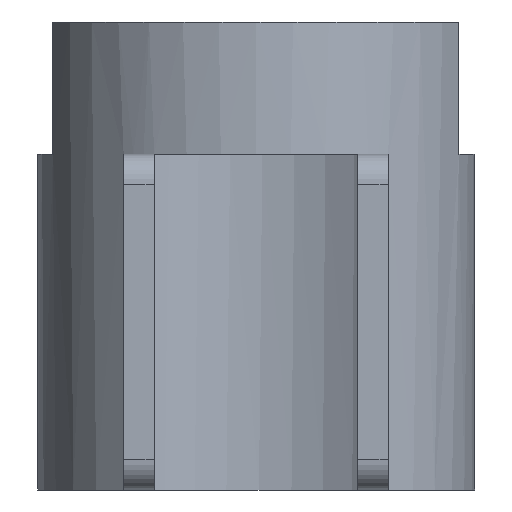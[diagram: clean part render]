
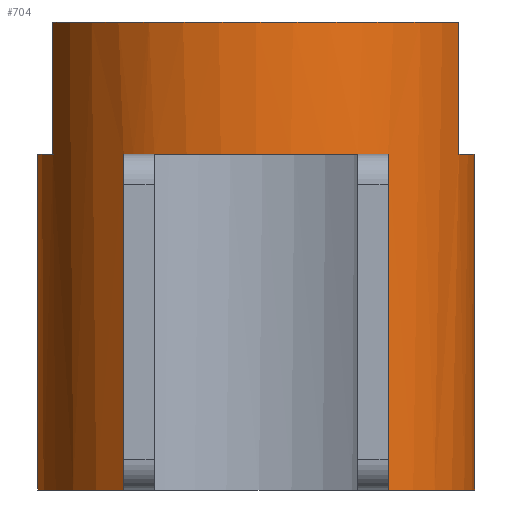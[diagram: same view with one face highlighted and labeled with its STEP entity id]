
A CAD part, front view. The second image highlights one B-rep face of the part: STEP entity #704.
In plain terms, the highlighted cylindrical face has radius 21.5 mm (diameter 43 mm), a full revolution.
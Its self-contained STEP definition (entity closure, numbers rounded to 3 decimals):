
#23=CYLINDRICAL_SURFACE('',#763,21.5);
#40=FACE_OUTER_BOUND('',#76,.T.);
#76=EDGE_LOOP('',(#481,#482,#483,#484,#485,#486,#487,#488,#489,#490,#491,
#492,#493,#494));
#125=LINE('',#1080,#193);
#126=LINE('',#1083,#194);
#127=LINE('',#1085,#195);
#128=LINE('',#1088,#196);
#129=LINE('',#1091,#197);
#193=VECTOR('',#858,10.);
#194=VECTOR('',#861,10.);
#195=VECTOR('',#862,21.5);
#196=VECTOR('',#865,10.);
#197=VECTOR('',#868,10.);
#253=CIRCLE('',#755,21.5);
#254=CIRCLE('',#757,21.5);
#255=CIRCLE('',#758,21.5);
#258=CIRCLE('',#762,21.5);
#259=CIRCLE('',#764,21.5);
#260=CIRCLE('',#765,21.5);
#261=CIRCLE('',#766,21.5);
#262=CIRCLE('',#767,21.5);
#291=VERTEX_POINT('',#1048);
#292=VERTEX_POINT('',#1049);
#296=VERTEX_POINT('',#1058);
#297=VERTEX_POINT('',#1060);
#298=VERTEX_POINT('',#1062);
#301=VERTEX_POINT('',#1070);
#302=VERTEX_POINT('',#1071);
#305=VERTEX_POINT('',#1079);
#306=VERTEX_POINT('',#1081);
#307=VERTEX_POINT('',#1084);
#308=VERTEX_POINT('',#1086);
#309=VERTEX_POINT('',#1090);
#361=EDGE_CURVE('',#291,#292,#253,.T.);
#366=EDGE_CURVE('',#297,#296,#254,.T.);
#367=EDGE_CURVE('',#298,#297,#255,.T.);
#371=EDGE_CURVE('',#301,#302,#258,.T.);
#375=EDGE_CURVE('',#296,#305,#125,.T.);
#376=EDGE_CURVE('',#305,#306,#259,.T.);
#377=EDGE_CURVE('',#298,#306,#126,.T.);
#378=EDGE_CURVE('',#297,#307,#127,.T.);
#379=EDGE_CURVE('',#308,#307,#260,.T.);
#380=EDGE_CURVE('',#292,#308,#128,.T.);
#381=EDGE_CURVE('',#291,#302,#261,.T.);
#382=EDGE_CURVE('',#309,#301,#129,.T.);
#383=EDGE_CURVE('',#307,#309,#262,.T.);
#481=ORIENTED_EDGE('',*,*,#375,.T.);
#482=ORIENTED_EDGE('',*,*,#376,.T.);
#483=ORIENTED_EDGE('',*,*,#377,.F.);
#484=ORIENTED_EDGE('',*,*,#367,.T.);
#485=ORIENTED_EDGE('',*,*,#378,.T.);
#486=ORIENTED_EDGE('',*,*,#379,.F.);
#487=ORIENTED_EDGE('',*,*,#380,.F.);
#488=ORIENTED_EDGE('',*,*,#361,.F.);
#489=ORIENTED_EDGE('',*,*,#381,.T.);
#490=ORIENTED_EDGE('',*,*,#371,.F.);
#491=ORIENTED_EDGE('',*,*,#382,.F.);
#492=ORIENTED_EDGE('',*,*,#383,.F.);
#493=ORIENTED_EDGE('',*,*,#378,.F.);
#494=ORIENTED_EDGE('',*,*,#366,.T.);
#704=ADVANCED_FACE('',(#40),#23,.T.);
#755=AXIS2_PLACEMENT_3D('',#1050,#832,#833);
#757=AXIS2_PLACEMENT_3D('',#1061,#840,#841);
#758=AXIS2_PLACEMENT_3D('',#1063,#842,#843);
#762=AXIS2_PLACEMENT_3D('',#1072,#851,#852);
#763=AXIS2_PLACEMENT_3D('',#1078,#856,#857);
#764=AXIS2_PLACEMENT_3D('',#1082,#859,#860);
#765=AXIS2_PLACEMENT_3D('',#1087,#863,#864);
#766=AXIS2_PLACEMENT_3D('',#1089,#866,#867);
#767=AXIS2_PLACEMENT_3D('',#1092,#869,#870);
#832=DIRECTION('center_axis',(0.,0.,-1.));
#833=DIRECTION('ref_axis',(0.605,-0.796,0.));
#840=DIRECTION('center_axis',(0.,0.,-1.));
#841=DIRECTION('ref_axis',(-1.,0.,0.));
#842=DIRECTION('center_axis',(0.,0.,-1.));
#843=DIRECTION('ref_axis',(-1.,0.,0.));
#851=DIRECTION('center_axis',(0.,0.,-1.));
#852=DIRECTION('ref_axis',(0.605,-0.796,0.));
#856=DIRECTION('center_axis',(0.,0.,1.));
#857=DIRECTION('ref_axis',(-1.,0.,0.));
#858=DIRECTION('',(0.,0.,1.));
#859=DIRECTION('center_axis',(0.,0.,-1.));
#860=DIRECTION('ref_axis',(0.605,-0.796,0.));
#861=DIRECTION('',(0.,0.,1.));
#862=DIRECTION('',(0.,0.,-1.));
#863=DIRECTION('center_axis',(0.,0.,-1.));
#864=DIRECTION('ref_axis',(-1.,0.,0.));
#865=DIRECTION('',(0.,0.,-1.));
#866=DIRECTION('center_axis',(0.,0.,1.));
#867=DIRECTION('ref_axis',(0.605,-0.796,0.));
#868=DIRECTION('',(0.,0.,1.));
#869=DIRECTION('center_axis',(0.,0.,-1.));
#870=DIRECTION('ref_axis',(-1.,0.,0.));
#1048=CARTESIAN_POINT('',(-10.,-19.033,33.));
#1049=CARTESIAN_POINT('',(-13.,-17.125,33.));
#1050=CARTESIAN_POINT('Origin',(0.,0.,33.));
#1058=CARTESIAN_POINT('',(19.956,-8.,33.));
#1060=CARTESIAN_POINT('',(21.5,0.,33.));
#1061=CARTESIAN_POINT('Origin',(0.,0.,33.));
#1062=CARTESIAN_POINT('',(-19.956,-8.,33.));
#1063=CARTESIAN_POINT('Origin',(0.,0.,33.));
#1070=CARTESIAN_POINT('',(13.,-17.125,33.));
#1071=CARTESIAN_POINT('',(10.,-19.033,33.));
#1072=CARTESIAN_POINT('Origin',(0.,0.,33.));
#1078=CARTESIAN_POINT('Origin',(0.,0.,0.));
#1079=CARTESIAN_POINT('',(19.956,-8.,46.));
#1080=CARTESIAN_POINT('',(19.956,-8.,33.));
#1081=CARTESIAN_POINT('',(-19.956,-8.,46.));
#1082=CARTESIAN_POINT('Origin',(0.,0.,46.));
#1083=CARTESIAN_POINT('',(-19.956,-8.,33.));
#1084=CARTESIAN_POINT('',(21.5,0.,0.));
#1085=CARTESIAN_POINT('',(21.5,0.,0.));
#1086=CARTESIAN_POINT('',(-13.,-17.125,0.));
#1087=CARTESIAN_POINT('Origin',(0.,0.,0.));
#1088=CARTESIAN_POINT('',(-13.,-17.125,0.));
#1089=CARTESIAN_POINT('Origin',(0.,0.,33.));
#1090=CARTESIAN_POINT('',(13.,-17.125,0.));
#1091=CARTESIAN_POINT('',(13.,-17.125,0.));
#1092=CARTESIAN_POINT('Origin',(0.,0.,0.));
